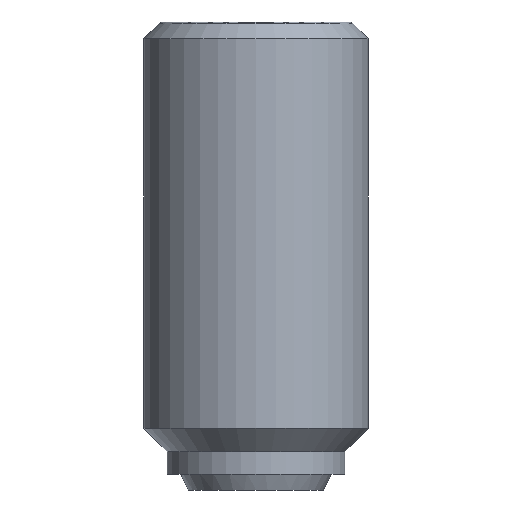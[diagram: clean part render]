
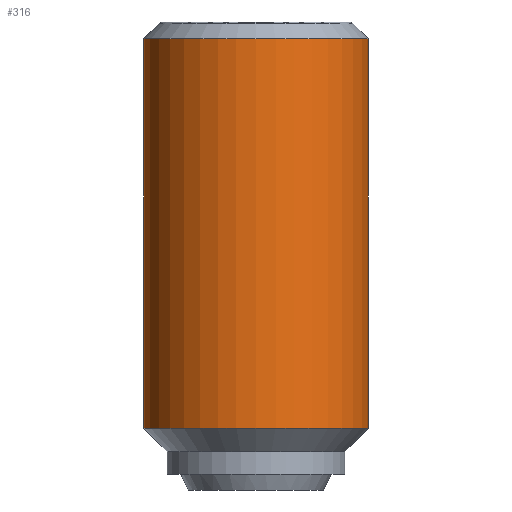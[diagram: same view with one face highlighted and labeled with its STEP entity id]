
A CAD part, front view. The second image highlights one B-rep face of the part: STEP entity #316.
In plain terms, the highlighted cylindrical face has radius 6 mm (diameter 12 mm), a partial arc.
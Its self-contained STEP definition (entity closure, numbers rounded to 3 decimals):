
#148=EDGE_CURVE('',#204,#304,#375,.T.);
#204=VERTEX_POINT('',#439);
#218=VERTEX_POINT('',#453);
#228=VERTEX_POINT('',#465);
#270=EDGE_CURVE('',#304,#228,#509,.T.);
#280=EDGE_CURVE('',#204,#218,#521,.T.);
#304=VERTEX_POINT('',#547);
#316=ADVANCED_FACE('',(#560),#561,.T.);
#326=EDGE_CURVE('',#228,#218,#573,.T.);
#375=LINE('',#618,#619);
#439=CARTESIAN_POINT('',(-6.,0.,-21.7));
#453=CARTESIAN_POINT('',(6.0,0.,-21.7));
#465=CARTESIAN_POINT('',(6.0,0.,-0.9));
#509=CIRCLE('',#821,6.);
#521=CIRCLE('',#835,6.);
#547=CARTESIAN_POINT('',(-6.,0.,-0.9));
#560=FACE_OUTER_BOUND('',#908,.T.);
#561=CYLINDRICAL_SURFACE('',#909,6.);
#573=LINE('',#922,#923);
#618=CARTESIAN_POINT('',(-6.,0.,-11.3));
#619=VECTOR('',#980,1.0);
#821=AXIS2_PLACEMENT_3D('',#1122,#1123,#1124);
#835=AXIS2_PLACEMENT_3D('',#1145,#1146,#1147);
#908=EDGE_LOOP('',(#1178,#1179,#1180,#1181));
#909=AXIS2_PLACEMENT_3D('',#1182,#1183,#1184);
#922=CARTESIAN_POINT('',(6.0,0.,-11.3));
#923=VECTOR('',#1202,1.0);
#980=DIRECTION('',(0.0,0.0,1.0));
#1122=CARTESIAN_POINT('',(0.,0.,-0.9));
#1123=DIRECTION('',(0.0,0.0,1.0));
#1124=DIRECTION('',(-1.0,0.,0.0));
#1145=CARTESIAN_POINT('',(0.,0.,-21.7));
#1146=DIRECTION('',(0.0,0.0,1.0));
#1147=DIRECTION('',(-1.0,0.,0.0));
#1178=ORIENTED_EDGE('',*,*,#148,.F.);
#1179=ORIENTED_EDGE('',*,*,#280,.T.);
#1180=ORIENTED_EDGE('',*,*,#326,.F.);
#1181=ORIENTED_EDGE('',*,*,#270,.F.);
#1182=CARTESIAN_POINT('',(0.,0.,-11.3));
#1183=DIRECTION('',(-0.0,-0.0,-1.0));
#1184=DIRECTION('',(-1.0,0.,0.0));
#1202=DIRECTION('',(-0.0,-0.0,-1.0));
